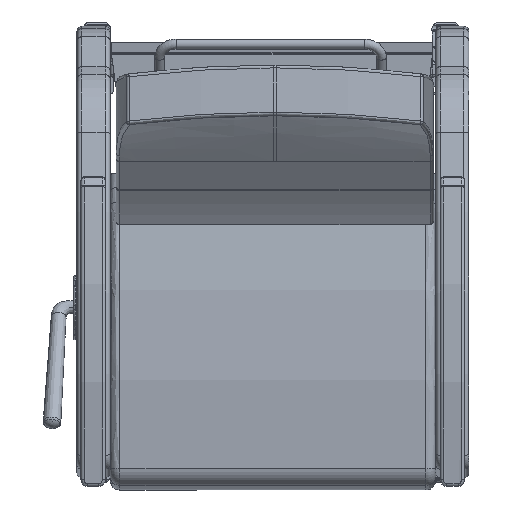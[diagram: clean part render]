
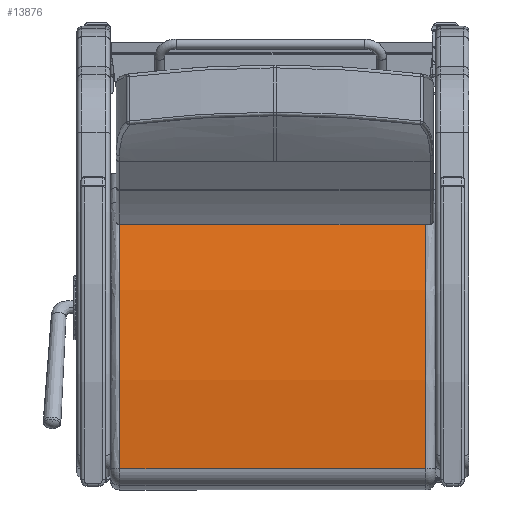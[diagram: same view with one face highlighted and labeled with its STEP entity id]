
A CAD part, front view. The second image highlights one B-rep face of the part: STEP entity #13876.
In plain terms, the highlighted free-form (B-spline) face has degree [1, 2] with [2, 3] control points.
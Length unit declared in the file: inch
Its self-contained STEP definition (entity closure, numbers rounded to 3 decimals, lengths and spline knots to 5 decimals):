
#430=(
BOUNDED_SURFACE()
B_SPLINE_SURFACE(1,2,((#38747,#38748,#38749),(#38750,#38751,#38752)),
 .UNSPECIFIED.,.F.,.F.,.F.)
B_SPLINE_SURFACE_WITH_KNOTS((2,2),(3,3),(-0.19254,0.19254),
(1.36178,1.69928),.UNSPECIFIED.)
GEOMETRIC_REPRESENTATION_ITEM()
RATIONAL_B_SPLINE_SURFACE(((1.,0.986,1.),(1.,0.986,
1.)))
REPRESENTATION_ITEM('')
SURFACE()
);
#863=ELLIPSE('',#15927,60.05357,60.);
#873=ELLIPSE('',#15955,60.05357,60.);
#2196=LINE('',#38745,#3037);
#2197=LINE('',#38754,#3038);
#3037=VECTOR('',#20377,0.3937);
#3038=VECTOR('',#20380,0.3937);
#3926=FACE_OUTER_BOUND('',#4918,.T.);
#4918=EDGE_LOOP('',(#12863,#12864,#12865,#12866));
#7129=VERTEX_POINT('',#38537);
#7130=VERTEX_POINT('',#38538);
#7155=VERTEX_POINT('',#38744);
#7156=VERTEX_POINT('',#38753);
#9026=EDGE_CURVE('',#7129,#7130,#863,.T.);
#9064=EDGE_CURVE('',#7130,#7155,#2196,.T.);
#9066=EDGE_CURVE('',#7129,#7156,#2197,.T.);
#9067=EDGE_CURVE('',#7155,#7156,#873,.T.);
#12863=ORIENTED_EDGE('',*,*,#9026,.F.);
#12864=ORIENTED_EDGE('',*,*,#9066,.T.);
#12865=ORIENTED_EDGE('',*,*,#9067,.F.);
#12866=ORIENTED_EDGE('',*,*,#9064,.F.);
#13876=ADVANCED_FACE('',(#3926),#430,.F.);
#15927=AXIS2_PLACEMENT_3D('',#38539,#20309,#20310);
#15955=AXIS2_PLACEMENT_3D('',#38755,#20381,#20382);
#20309=DIRECTION('center_axis',(0.,0.,-1.));
#20310=DIRECTION('ref_axis',(1.,0.,0.));
#20377=DIRECTION('',(0.,0.,1.));
#20380=DIRECTION('',(0.,0.,1.));
#20381=DIRECTION('center_axis',(0.,0.,1.));
#20382=DIRECTION('ref_axis',(1.,0.,0.));
#38537=CARTESIAN_POINT('',(-10.04459,1.25621,-11.5625));
#38538=CARTESIAN_POINT('',(10.1114,0.44486,-11.5625));
#38539=CARTESIAN_POINT('Origin',(-2.34979,-58.24922,-11.5625));
#38744=CARTESIAN_POINT('',(10.1114,0.44486,11.5625));
#38745=CARTESIAN_POINT('',(10.1114,0.44486,0.));
#38747=CARTESIAN_POINT('Ctrl Pts',(10.1114,0.44486,-11.5625));
#38748=CARTESIAN_POINT('Ctrl Pts',(0.10258,2.56602,-11.5625));
#38749=CARTESIAN_POINT('Ctrl Pts',(-10.04459,1.25621,-11.5625));
#38750=CARTESIAN_POINT('Ctrl Pts',(10.1114,0.44486,11.5625));
#38751=CARTESIAN_POINT('Ctrl Pts',(0.10258,2.56602,11.5625));
#38752=CARTESIAN_POINT('Ctrl Pts',(-10.04459,1.25621,11.5625));
#38753=CARTESIAN_POINT('',(-10.04459,1.25621,11.5625));
#38754=CARTESIAN_POINT('',(-10.04459,1.25621,0.));
#38755=CARTESIAN_POINT('Origin',(-2.34979,-58.24922,11.5625));
